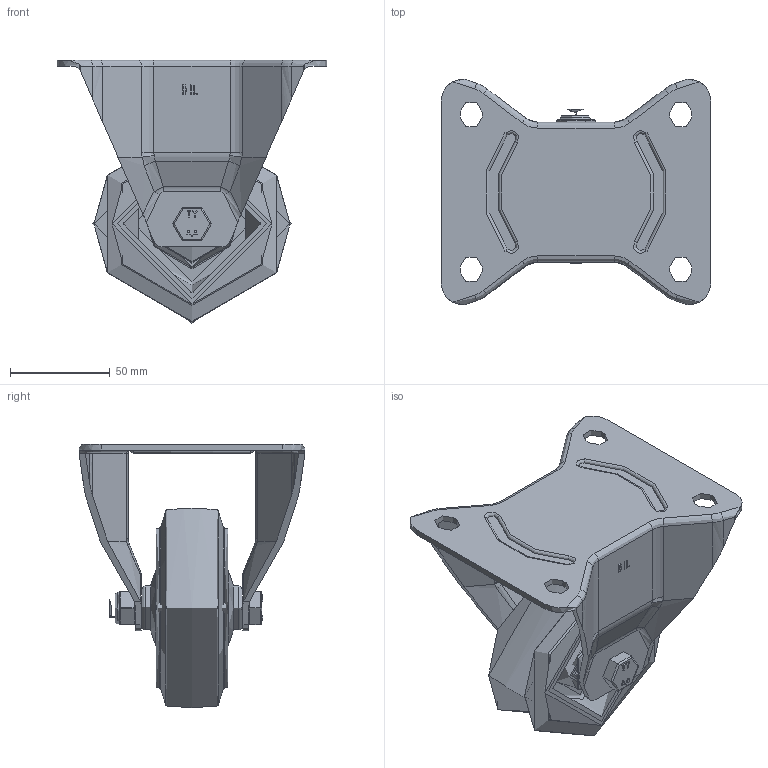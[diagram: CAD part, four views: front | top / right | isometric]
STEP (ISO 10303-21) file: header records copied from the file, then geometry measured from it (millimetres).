
FILE_DESCRIPTION(/* description */ (''),/* implementation_level */ '2;1');
FILE_NAME(/* name */ 'BZPHF100SRNBJ.step',/* time_stamp */ '2025-05-06T15:55:36+01:00',/* author */ (''),/* organization */ (''),/* preprocessor_version */ 'ST-DEVELOPER v20.1',/* originating_system */ 'Autodesk Translation Framework v14.4.0.0',/* authorisation */ '');
FILE_SCHEMA (('AUTOMOTIVE_DESIGN { 1 0 10303 214 3 1 1 }'));
Products named in the file (24): BZPHF100SRNBJ; BZPHF100AS v1; ZINC PLATED, PRESSED STEEL BRACKET; BZH100WSRNBJM10 v1; BZMM100WSRNBJ; 65 SHORE A ELASTIC RUBBER TYRE; NYLON RIM; BEARING 6202; METAL; METAL2; Pattern; Component1; MIDDLE; RUBBER; RUBBER2; HUBCAPM10X49RN; HUBCAPM10X49RN (1); HUB CAP; HEXBOLTM10X70Z8.8 v2; GRADE 8.8 THREADED ZINC PLATED BOLT; NYLOCM10Z v1; NYLOC NUT; RUBBER (1); NUT
Assembly tree (31 placements, depth 6):
  BZPHF100SRNBJ
    BZPHF100AS v1
      ZINC PLATED, PRESSED STEEL BRACKET
    BZH100WSRNBJM10 v1
      BZMM100WSRNBJ
        65 SHORE A ELASTIC RUBBER TYRE
        NYLON RIM
        BEARING 6202
          METAL
          METAL2
          Pattern
            Component1  x8
          MIDDLE
          RUBBER
          RUBBER2
      HUBCAPM10X49RN
        HUB CAP
      HUBCAPM10X49RN (1)
        HUB CAP
    HEXBOLTM10X70Z8.8 v2
      GRADE 8.8 THREADED ZINC PLATED BOLT
    NYLOCM10Z v1
      NYLOC NUT
        RUBBER (1)
        NUT
Bounding box: 135 x 113 x 132 mm (x, y, z)
Volume: 267932.6 mm3; surface area: 135012.8 mm2
Topology: 21 solids, 21 shells, 843 faces, 2093 edges, 1358 vertices
Faces by surface type: plane 302, bspline 241, cylinder 205, torus 45, sphere 36, cone 14
Full cylindrical faces by diameter (mm): 8.141 x18, 9.85 x19, 10 x3, 10.2 x4, 12 x2, 14.9 x2, 15 x1, 16 x2, 18 x1, 19 x2, 20 x4, 22 x2, 22.5 x2, 23 x2, 26 x2, 28 x2, 30 x4, 30.5 x2, 31 x4, 32 x1, 33 x2, 35 x4, 37 x2, 38.5 x2, 40 x2, 43 x2, 75 x2, 80 x2
Entity records: 41512 total; most frequent: CARTESIAN_POINT 22727, ORIENTED_EDGE 4030, DIRECTION 3237, EDGE_CURVE 2015, VERTEX_POINT 1321, AXIS2_PLACEMENT_3D 1189, EDGE_LOOP 960, LINE 859
